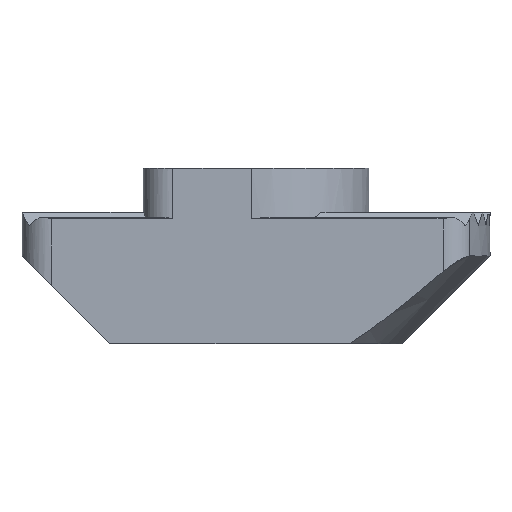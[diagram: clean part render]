
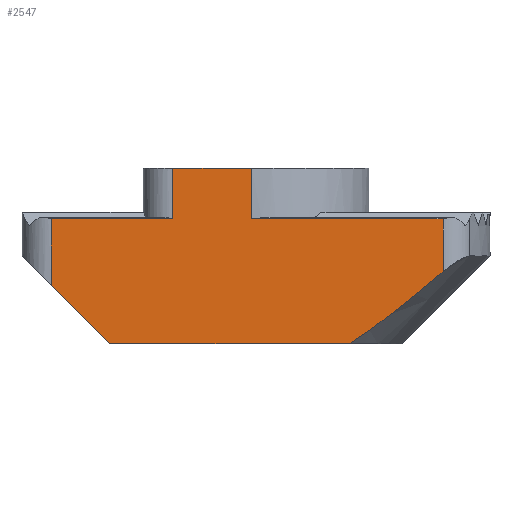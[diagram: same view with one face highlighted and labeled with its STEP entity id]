
A CAD part, front view. The second image highlights one B-rep face of the part: STEP entity #2547.
In plain terms, the highlighted planar face has unit normal (0, -1, 0).
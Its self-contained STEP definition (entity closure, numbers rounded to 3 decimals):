
#1129=CARTESIAN_POINT('',(6.394,-3.85,4.271));
#1130=VERTEX_POINT('',#1129);
#1168=CARTESIAN_POINT('',(-0.15,-3.85,4.271));
#1169=VERTEX_POINT('',#1168);
#1179=CARTESIAN_POINT('',(6.394,-3.85,4.271));
#1180=DIRECTION('',(-1.0,0.0,0.0));
#1181=VECTOR('',#1180,6.544);
#1182=LINE('',#1179,#1181);
#1183=EDGE_CURVE('',#1130,#1169,#1182,.T.);
#1195=CARTESIAN_POINT('',(-2.85,-3.85,4.271));
#1196=VERTEX_POINT('',#1195);
#1234=CARTESIAN_POINT('',(-7.,-3.85,4.271));
#1235=VERTEX_POINT('',#1234);
#1243=CARTESIAN_POINT('',(-2.85,-3.85,4.271));
#1244=DIRECTION('',(-1.0,0.0,0.0));
#1245=VECTOR('',#1244,4.15);
#1246=LINE('',#1243,#1245);
#1247=EDGE_CURVE('',#1196,#1235,#1246,.T.);
#2471=CARTESIAN_POINT('',(-8.0,-3.85,4.5));
#2472=DIRECTION('',(0.0,1.0,0.0));
#2473=DIRECTION('',(0.0,0.0,1.0));
#2474=AXIS2_PLACEMENT_3D('',#2471,#2472,#2473);
#2475=PLANE('',#2474);
#2476=CARTESIAN_POINT('',(-2.85,-3.85,6.));
#2477=VERTEX_POINT('',#2476);
#2478=CARTESIAN_POINT('',(-2.85,-3.85,6.));
#2479=DIRECTION('',(0.0,0.0,-1.0));
#2480=VECTOR('',#2479,1.729);
#2481=LINE('',#2478,#2480);
#2482=EDGE_CURVE('',#2477,#1196,#2481,.T.);
#2483=ORIENTED_EDGE('',*,*,#2482,.T.);
#2484=ORIENTED_EDGE('',*,*,#1247,.T.);
#2485=CARTESIAN_POINT('',(-7.,-3.85,2.));
#2486=VERTEX_POINT('',#2485);
#2487=CARTESIAN_POINT('',(-7.,-3.85,4.271));
#2488=DIRECTION('',(0.0,0.0,-1.0));
#2489=VECTOR('',#2488,2.271);
#2490=LINE('',#2487,#2489);
#2491=EDGE_CURVE('',#1235,#2486,#2490,.T.);
#2492=ORIENTED_EDGE('',*,*,#2491,.T.);
#2493=CARTESIAN_POINT('',(-5.,-3.85,0.));
#2494=VERTEX_POINT('',#2493);
#2495=CARTESIAN_POINT('',(-7.,-3.85,2.));
#2496=DIRECTION('',(0.707,0.0,-0.707));
#2497=VECTOR('',#2496,2.828);
#2498=LINE('',#2495,#2497);
#2499=EDGE_CURVE('',#2486,#2494,#2498,.T.);
#2500=ORIENTED_EDGE('',*,*,#2499,.T.);
#2501=CARTESIAN_POINT('',(3.19,-3.85,0.));
#2502=VERTEX_POINT('',#2501);
#2503=CARTESIAN_POINT('',(-5.,-3.85,0.));
#2504=DIRECTION('',(1.0,0.0,0.0));
#2505=VECTOR('',#2504,8.19);
#2506=LINE('',#2503,#2505);
#2507=EDGE_CURVE('',#2494,#2502,#2506,.T.);
#2508=ORIENTED_EDGE('',*,*,#2507,.T.);
#2509=CARTESIAN_POINT('',(6.394,-3.85,2.463));
#2510=VERTEX_POINT('',#2509);
#2511=CARTESIAN_POINT('',(1.085,-3.85,-1.));
#2512=CARTESIAN_POINT('',(3.655,-3.85,-0.303));
#2513=CARTESIAN_POINT('',(11.366,-3.85,7.));
#2521=(BOUNDED_CURVE()B_SPLINE_CURVE(2,(#2511,#2512,#2513),.UNSPECIFIED.,.F.,.U.)B_SPLINE_CURVE_WITH_KNOTS((3,3),(0.0,1.309),.UNSPECIFIED.)CURVE()GEOMETRIC_REPRESENTATION_ITEM()RATIONAL_B_SPLINE_CURVE((1.0,1.305,1.0))REPRESENTATION_ITEM(''));
#2522=EDGE_CURVE('',#2502,#2510,#2521,.T.);
#2523=ORIENTED_EDGE('',*,*,#2522,.T.);
#2524=CARTESIAN_POINT('',(6.394,-3.85,2.463));
#2525=DIRECTION('',(0.0,0.0,1.0));
#2526=VECTOR('',#2525,1.807);
#2527=LINE('',#2524,#2526);
#2528=EDGE_CURVE('',#2510,#1130,#2527,.T.);
#2529=ORIENTED_EDGE('',*,*,#2528,.T.);
#2530=ORIENTED_EDGE('',*,*,#1183,.T.);
#2531=CARTESIAN_POINT('',(-0.15,-3.85,6.));
#2532=VERTEX_POINT('',#2531);
#2533=CARTESIAN_POINT('',(-0.15,-3.85,6.));
#2534=DIRECTION('',(0.0,0.0,-1.0));
#2535=VECTOR('',#2534,1.729);
#2536=LINE('',#2533,#2535);
#2537=EDGE_CURVE('',#2532,#1169,#2536,.T.);
#2538=ORIENTED_EDGE('',*,*,#2537,.F.);
#2539=CARTESIAN_POINT('',(-2.85,-3.85,6.));
#2540=DIRECTION('',(1.0,0.0,0.0));
#2541=VECTOR('',#2540,2.7);
#2542=LINE('',#2539,#2541);
#2543=EDGE_CURVE('',#2477,#2532,#2542,.T.);
#2544=ORIENTED_EDGE('',*,*,#2543,.F.);
#2545=EDGE_LOOP('',(#2483,#2484,#2492,#2500,#2508,#2523,#2529,#2530,#2538,#2544));
#2546=FACE_OUTER_BOUND('',#2545,.T.);
#2547=ADVANCED_FACE('',(#2546),#2475,.F.);
